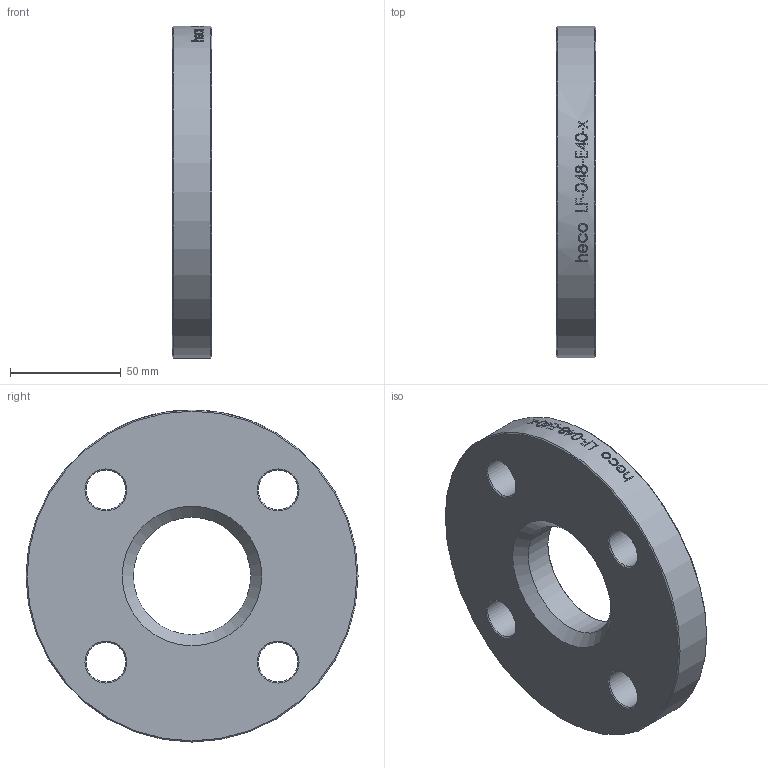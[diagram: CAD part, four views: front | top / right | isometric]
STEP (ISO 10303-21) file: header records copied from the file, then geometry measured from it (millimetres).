
FILE_DESCRIPTION (( 'STEP AP214' ), '1' );
FILE_NAME ('LF-048-E40-x Loser Flansch PN40 2101.STEP', '2021-01-26T12:15:33', ( '' ), ( '' ), 'SwSTEP 2.0', 'SolidWorks 2019', '' );
FILE_SCHEMA (( 'AUTOMOTIVE_DESIGN' ));
Length unit declared in the file: millimetre
Products named in the file (1): LF-048-E40-x Loser Flansch PN40 2101
Bounding box: 18 x 150 x 150 mm (x, y, z)
Volume: 257604.6 mm3; surface area: 43533.8 mm2
Topology: 1 solids, 1 shells, 44 faces, 212 edges, 193 vertices
Faces by surface type: cylinder 30, cone 12, plane 2
Full cylindrical faces by diameter (mm): 18 x4, 53 x1, 150 x1
Entity records: 4903 total; most frequent: CARTESIAN_POINT 3084, ORIENTED_EDGE 370, DIRECTION 255, EDGE_CURVE 185, VERTEX_POINT 185, AXIS2_PLACEMENT_3D 110, EDGE_LOOP 96, B_SPLINE_CURVE_WITH_KNOTS 85
